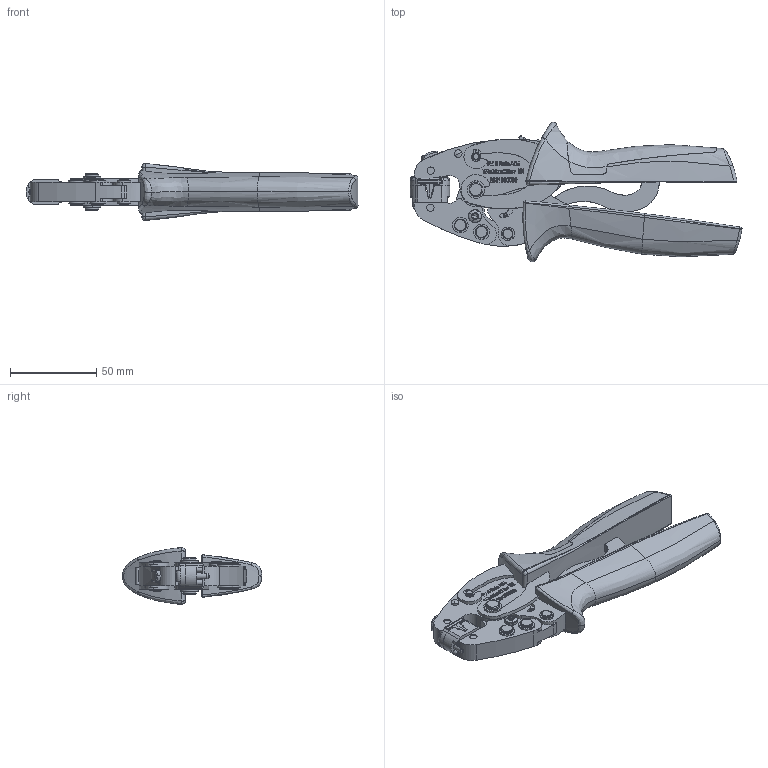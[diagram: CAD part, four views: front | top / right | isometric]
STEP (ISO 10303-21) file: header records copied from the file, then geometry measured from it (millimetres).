
FILE_DESCRIPTION(('CATIA V5 STEP Exchange','CAx-IF Rec.Pracs.--- Model Styling and Organization---1.5--- 2016-08-15','CAx-IF Rec.Pracs.---Supplemental Geometry---1.0---2011-11-01','CAx-IF Rec.Pracs.--- Composite Materials ---1.1---2010-07-15'),'2;1');
FILE_NAME ('1373463-3_0', '2024-11-07T08:48:17+00:00', ('none'), ('Weidmueller'), 'CATIA Version 5-6 Release 2022 SP4 HF5', 'CATIA V5 STEP AP214 v3', 'none');
FILE_SCHEMA(('AUTOMOTIVE_DESIGN { 1 0 10303 214 1 1 1 1 }'));
Length unit declared in the file: millimetre
Products named in the file (1): 2831380000_PZ_6_ROTO_ADJ_AllCATPart
Bounding box: 192.86 x 81.1 x 33.02 mm (x, y, z)
Volume: 146781.1 mm3; surface area: 36041.1 mm2
Topology: 1 solids, 7 shells, 1777 faces, 4963 edges, 3249 vertices
Faces by surface type: plane 692, extrusion 509, cylinder 308, bspline 148, cone 70, torus 32, sphere 18
Entity records: 73582 total; most frequent: CARTESIAN_POINT 31671, ORIENTED_EDGE 9882, DIRECTION 5169, EDGE_CURVE 4941, VERTEX_POINT 3249, VECTOR 2990, LINE 2481, B_SPLINE_CURVE_WITH_KNOTS 2186
